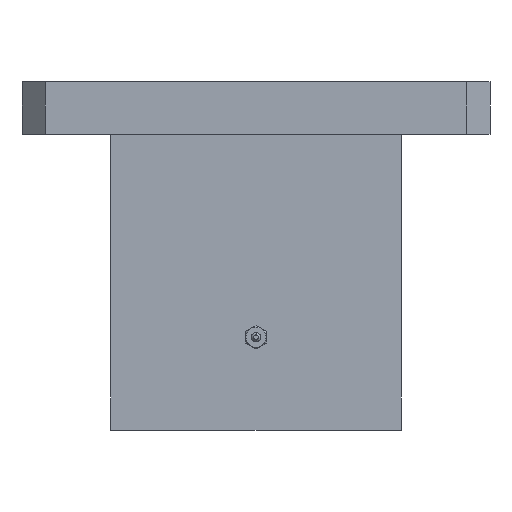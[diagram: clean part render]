
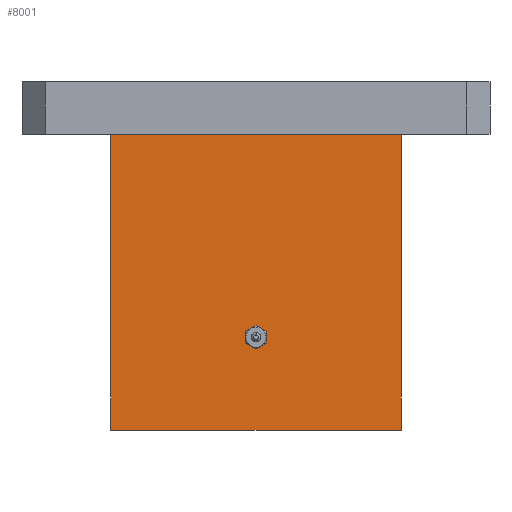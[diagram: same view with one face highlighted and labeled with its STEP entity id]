
A CAD part, front view. The second image highlights one B-rep face of the part: STEP entity #8001.
In plain terms, the highlighted planar face has unit normal (0, -1, 0).
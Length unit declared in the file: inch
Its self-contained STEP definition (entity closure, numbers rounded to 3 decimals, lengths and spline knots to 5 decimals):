
#607 = AXIS2_PLACEMENT_3D ( 'NONE', #5863, #15623, #4671 ) ;
#1314 = DIRECTION ( 'NONE',  ( 0., 0., 1. ) ) ;
#1954 = CARTESIAN_POINT ( 'NONE',  ( -0.626, -0.3135, -1.5 ) ) ;
#2177 = ORIENTED_EDGE ( 'NONE', *, *, #8511, .T. ) ;
#2665 = VECTOR ( 'NONE', #12612, 39.37008 ) ;
#3042 = ORIENTED_EDGE ( 'NONE', *, *, #12938, .T. ) ;
#4671 = DIRECTION ( 'NONE',  ( 0., 0., -1. ) ) ;
#5014 = LINE ( 'NONE', #8829, #11864 ) ;
#5258 = LINE ( 'NONE', #10131, #2665 ) ;
#5337 = CARTESIAN_POINT ( 'NONE',  ( 0., -0.3135, -0.225 ) ) ;
#5721 = ORIENTED_EDGE ( 'NONE', *, *, #7327, .F. ) ;
#5863 = CARTESIAN_POINT ( 'NONE',  ( -0.626, -0.3135, -1.5 ) ) ;
#7327 = EDGE_CURVE ( 'NONE', #9003, #11057, #5014, .T. ) ;
#7443 = EDGE_LOOP ( 'NONE', ( #11469, #3042, #5721, #2177 ) ) ;
#8001 = ADVANCED_FACE ( 'NONE', ( #15471 ), #9538, .T. ) ;
#8511 = EDGE_CURVE ( 'NONE', #9003, #15608, #5258, .T. ) ;
#8599 = DIRECTION ( 'NONE',  ( 0., 0., 1. ) ) ;
#8821 = LINE ( 'NONE', #13403, #14528 ) ;
#8829 = CARTESIAN_POINT ( 'NONE',  ( -0.626, -0.3135, -1.5 ) ) ;
#8881 = VERTEX_POINT ( 'NONE', #9131 ) ;
#9003 = VERTEX_POINT ( 'NONE', #1954 ) ;
#9131 = CARTESIAN_POINT ( 'NONE',  ( 0.626, -0.3135, -0.225 ) ) ;
#9430 = CARTESIAN_POINT ( 'NONE',  ( -0.626, -0.3135, -0.225 ) ) ;
#9538 = PLANE ( 'NONE',  #607 ) ;
#10131 = CARTESIAN_POINT ( 'NONE',  ( -0.626, -0.3135, -1.5 ) ) ;
#10436 = CARTESIAN_POINT ( 'NONE',  ( 0.626, -0.3135, -1.5 ) ) ;
#11057 = VERTEX_POINT ( 'NONE', #9430 ) ;
#11331 = DIRECTION ( 'NONE',  ( -1., 0., 0. ) ) ;
#11469 = ORIENTED_EDGE ( 'NONE', *, *, #15805, .T. ) ;
#11864 = VECTOR ( 'NONE', #8599, 39.37008 ) ;
#12612 = DIRECTION ( 'NONE',  ( 1., 0., 0. ) ) ;
#12938 = EDGE_CURVE ( 'NONE', #8881, #11057, #13660, .T. ) ;
#13403 = CARTESIAN_POINT ( 'NONE',  ( 0.626, -0.3135, -1.5 ) ) ;
#13660 = LINE ( 'NONE', #5337, #15242 ) ;
#14528 = VECTOR ( 'NONE', #1314, 39.37008 ) ;
#15242 = VECTOR ( 'NONE', #11331, 39.37008 ) ;
#15471 = FACE_OUTER_BOUND ( 'NONE', #7443, .T. ) ;
#15608 = VERTEX_POINT ( 'NONE', #10436 ) ;
#15623 = DIRECTION ( 'NONE',  ( 0., -1., 0. ) ) ;
#15805 = EDGE_CURVE ( 'NONE', #15608, #8881, #8821, .T. ) ;
